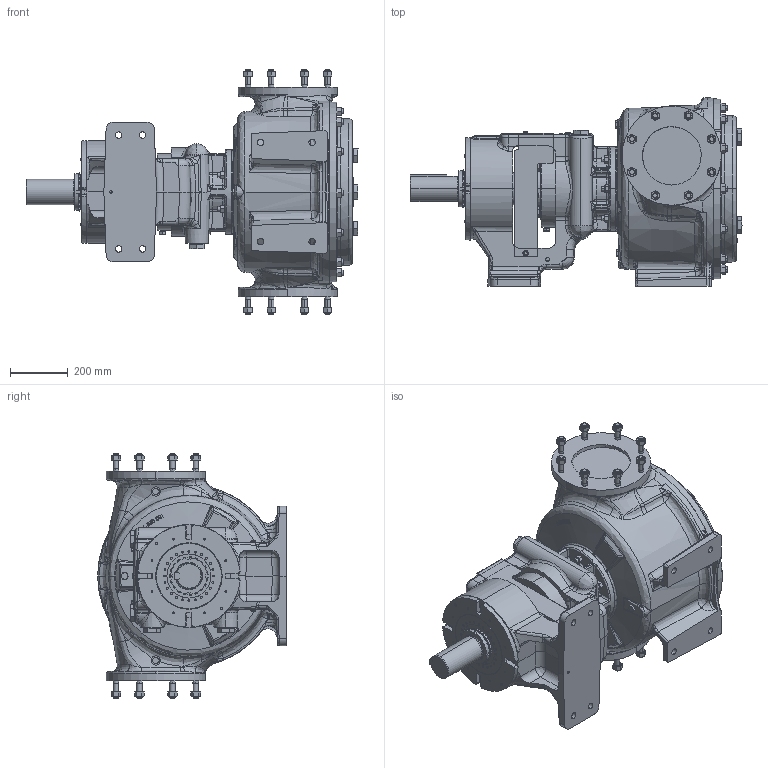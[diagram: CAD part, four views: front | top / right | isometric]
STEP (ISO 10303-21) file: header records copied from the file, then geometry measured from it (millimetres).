
FILE_DESCRIPTION (( 'STEP AP214' ), '1' );
FILE_NAME ('R4323AA.STEP', '2017-02-03T15:32:36', ( '' ), ( '' ), 'SwSTEP 2.0', 'SolidWorks 2016', '' );
FILE_SCHEMA (( 'AUTOMOTIVE_DESIGN' ));
Length unit declared in the file: inch
Products named in the file (2): R4323AA
Bounding box: 1147.74 x 651.86 x 844.3 mm (x, y, z)
Volume: 168609394 mm3; surface area: 3766186.6 mm2
Topology: 1 solids, 1 shells, 4189 faces, 10423 edges, 6439 vertices
Faces by surface type: plane 1610, cone 1014, cylinder 836, bspline 727, torus 2
Entity records: 286668 total; most frequent: CARTESIAN_POINT 163743, ORIENTED_EDGE 20716, DIRECTION 15060, EDGE_CURVE 10358, VERTEX_POINT 6439, AXIS2_PLACEMENT_3D 5562, EDGE_LOOP 4535, B_SPLINE_CURVE_WITH_KNOTS 4207
